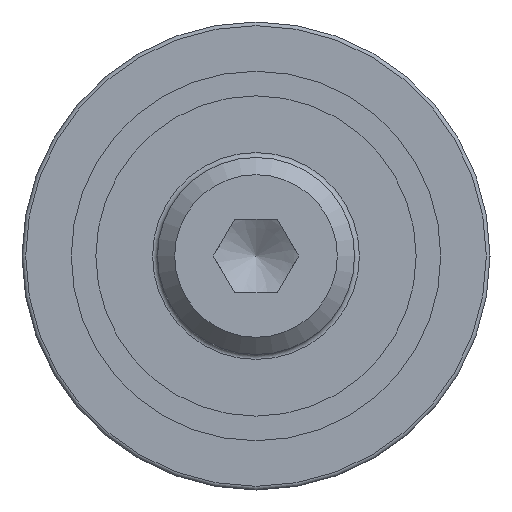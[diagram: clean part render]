
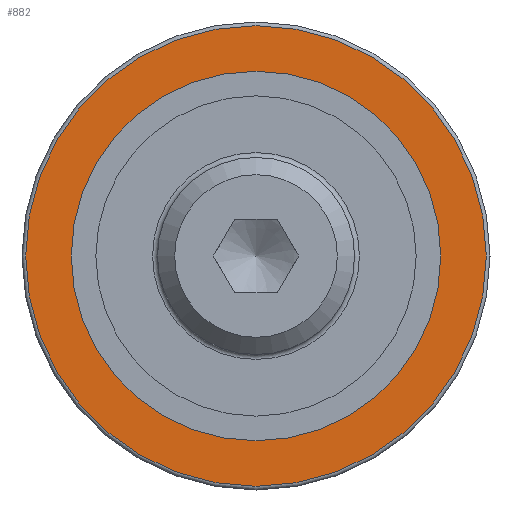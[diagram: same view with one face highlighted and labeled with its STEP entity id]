
A CAD part, left-side view. The second image highlights one B-rep face of the part: STEP entity #882.
In plain terms, the highlighted face is planar.
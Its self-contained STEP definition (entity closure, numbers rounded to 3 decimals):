
#67=FACE_BOUND('',#217,.T.);
#91=PLANE('',#1046);
#152=FACE_OUTER_BOUND('',#216,.T.);
#216=EDGE_LOOP('',(#729));
#217=EDGE_LOOP('',(#730));
#366=CIRCLE('',#1045,7.5);
#367=CIRCLE('',#1047,9.35);
#447=VERTEX_POINT('',#1573);
#448=VERTEX_POINT('',#1577);
#547=EDGE_CURVE('',#447,#447,#366,.T.);
#549=EDGE_CURVE('',#448,#448,#367,.T.);
#729=ORIENTED_EDGE('',*,*,#549,.F.);
#730=ORIENTED_EDGE('',*,*,#547,.T.);
#882=ADVANCED_FACE('',(#152,#67),#91,.T.);
#1045=AXIS2_PLACEMENT_3D('',#1574,#1253,#1254);
#1046=AXIS2_PLACEMENT_3D('',#1576,#1256,#1257);
#1047=AXIS2_PLACEMENT_3D('',#1578,#1258,#1259);
#1253=DIRECTION('center_axis',(0.,0.,-1.));
#1254=DIRECTION('ref_axis',(1.,0.,0.));
#1256=DIRECTION('center_axis',(0.,0.,1.));
#1257=DIRECTION('ref_axis',(1.,0.,0.));
#1258=DIRECTION('center_axis',(0.,0.,-1.));
#1259=DIRECTION('ref_axis',(1.,0.,0.));
#1573=CARTESIAN_POINT('',(0.,-7.5,5.5));
#1574=CARTESIAN_POINT('Origin',(0.,0.,5.5));
#1576=CARTESIAN_POINT('Origin',(0.,9.35,5.5));
#1577=CARTESIAN_POINT('',(9.35,0.,5.5));
#1578=CARTESIAN_POINT('Origin',(0.,0.,5.5));
